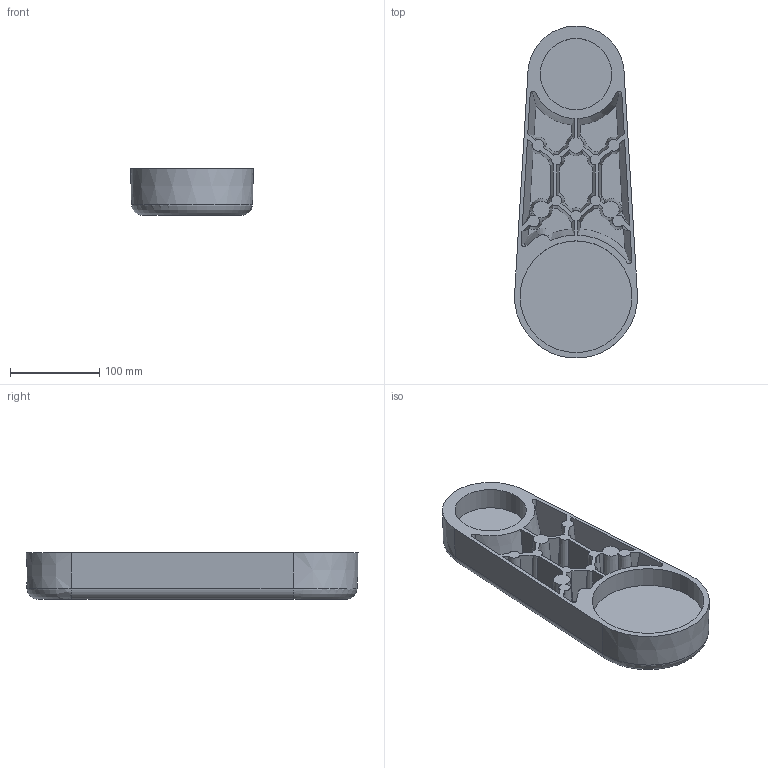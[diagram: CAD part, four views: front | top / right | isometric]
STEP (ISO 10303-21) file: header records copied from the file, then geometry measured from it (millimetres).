
FILE_DESCRIPTION( ( 'STEP Version 203' ), '1' );
FILE_NAME( ' ', '11/05/10 09:20:43', ( 'aho' ), ( ' ' ), 'PSStep 14.0', 'DesignModeler STEP Output', ' ' );
FILE_SCHEMA( ( 'AUTOMOTIVE_DESIGN { 1 0 10303 214 1 1 1 1 }' ) );
Length unit declared in the file: metre
Products named in the file (1): Arm
Bounding box: 137.75 x 372.75 x 52.39 mm (x, y, z)
Volume: 1344873.2 mm3; surface area: 188724 mm2
Topology: 1 solids, 1 shells, 100 faces, 271 edges, 179 vertices
Faces by surface type: plane 52, cone 42, cylinder 4, revolution 2
Full cylindrical faces by diameter (mm): 80 x1, 125.467 x1
Entity records: 4282 total; most frequent: CARTESIAN_POINT 1048, ORIENTED_EDGE 532, DIRECTION 482, EDGE_CURVE 266, AXIS2_PLACEMENT_3D 191, VERTEX_POINT 179, EDGE_LOOP 111, FACE_OUTER_BOUND 102
